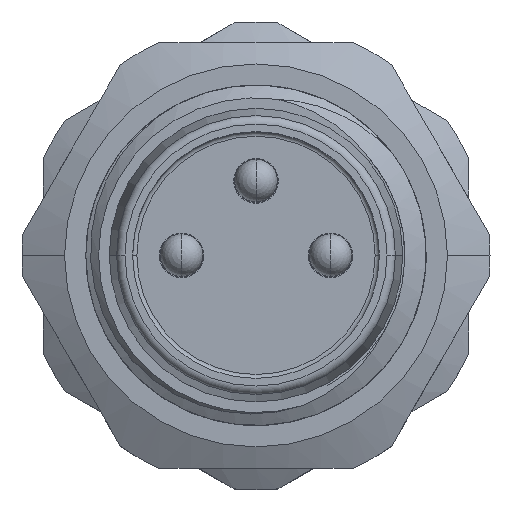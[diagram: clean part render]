
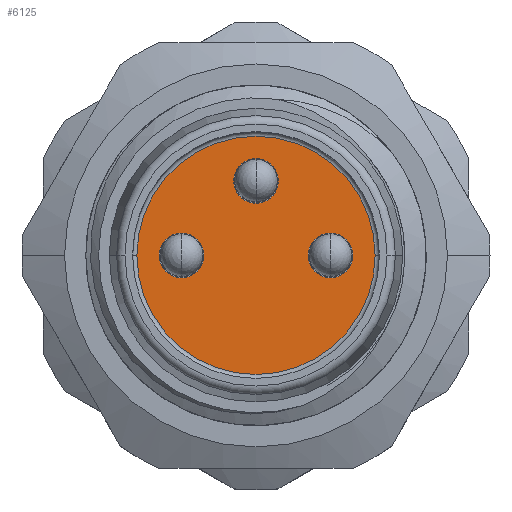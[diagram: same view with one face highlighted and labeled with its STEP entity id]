
A CAD part, top view. The second image highlights one B-rep face of the part: STEP entity #6125.
In plain terms, the highlighted planar face has unit normal (0, 0, 1).
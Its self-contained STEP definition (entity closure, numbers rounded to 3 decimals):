
#4737=CARTESIAN_POINT('',(1.75,0.,7.));
#4738=DIRECTION('',(0.,0.,1.));
#4739=DIRECTION('',(1.,0.,0.));
#4740=AXIS2_PLACEMENT_3D('',#4737,#4738,#4739);
#4742=CARTESIAN_POINT('',(1.75,0.,7.));
#4743=DIRECTION('',(0.,0.,1.));
#4744=DIRECTION('',(-1.,0.,0.));
#4745=AXIS2_PLACEMENT_3D('',#4742,#4743,#4744);
#4747=CARTESIAN_POINT('',(0.,1.75,7.));
#4748=DIRECTION('',(0.,0.,1.));
#4749=DIRECTION('',(1.,0.,0.));
#4750=AXIS2_PLACEMENT_3D('',#4747,#4748,#4749);
#4752=CARTESIAN_POINT('',(0.,1.75,7.));
#4753=DIRECTION('',(0.,0.,1.));
#4754=DIRECTION('',(-1.,0.,0.));
#4755=AXIS2_PLACEMENT_3D('',#4752,#4753,#4754);
#4757=CARTESIAN_POINT('',(-1.75,0.,7.));
#4758=DIRECTION('',(0.,0.,1.));
#4759=DIRECTION('',(1.,0.,0.));
#4760=AXIS2_PLACEMENT_3D('',#4757,#4758,#4759);
#4762=CARTESIAN_POINT('',(-1.75,0.,7.));
#4763=DIRECTION('',(0.,0.,1.));
#4764=DIRECTION('',(-1.,0.,0.));
#4765=AXIS2_PLACEMENT_3D('',#4762,#4763,#4764);
#4767=CARTESIAN_POINT('',(0.,0.,7.));
#4768=DIRECTION('',(0.,0.,-1.));
#4769=DIRECTION('',(-1.,0.,0.));
#4770=AXIS2_PLACEMENT_3D('',#4767,#4768,#4769);
#4772=CARTESIAN_POINT('',(0.,0.,7.));
#4773=DIRECTION('',(0.,0.,-1.));
#4774=DIRECTION('',(1.,0.,0.));
#4775=AXIS2_PLACEMENT_3D('',#4772,#4773,#4774);
#5564=CARTESIAN_POINT('',(2.275,0.,7.));
#5565=CARTESIAN_POINT('',(1.225,0.,7.));
#5566=VERTEX_POINT('',#5564);
#5567=VERTEX_POINT('',#5565);
#5568=CARTESIAN_POINT('',(0.525,1.75,7.));
#5569=CARTESIAN_POINT('',(-0.525,1.75,7.));
#5570=VERTEX_POINT('',#5568);
#5571=VERTEX_POINT('',#5569);
#5572=CARTESIAN_POINT('',(-1.225,0.,7.));
#5573=CARTESIAN_POINT('',(-2.275,0.,7.));
#5574=VERTEX_POINT('',#5572);
#5575=VERTEX_POINT('',#5573);
#5788=CARTESIAN_POINT('',(-2.8,0.,7.));
#5789=CARTESIAN_POINT('',(2.8,0.,7.));
#5790=VERTEX_POINT('',#5788);
#5791=VERTEX_POINT('',#5789);
#6098=CARTESIAN_POINT('',(0.,0.,7.));
#6099=DIRECTION('',(0.,0.,1.));
#6100=DIRECTION('',(1.,0.,0.));
#6101=AXIS2_PLACEMENT_3D('',#6098,#6099,#6100);
#6102=PLANE('',#6101);
#6104=ORIENTED_EDGE('',*,*,#6103,.T.);
#6106=ORIENTED_EDGE('',*,*,#6105,.T.);
#6107=EDGE_LOOP('',(#6104,#6106));
#6108=FACE_OUTER_BOUND('',#6107,.F.);
#6110=ORIENTED_EDGE('',*,*,#6109,.T.);
#6112=ORIENTED_EDGE('',*,*,#6111,.T.);
#6113=EDGE_LOOP('',(#6110,#6112));
#6114=FACE_BOUND('',#6113,.F.);
#6116=ORIENTED_EDGE('',*,*,#6115,.T.);
#6118=ORIENTED_EDGE('',*,*,#6117,.T.);
#6119=EDGE_LOOP('',(#6116,#6118));
#6120=FACE_BOUND('',#6119,.F.);
#6121=ORIENTED_EDGE('',*,*,#6078,.T.);
#6122=ORIENTED_EDGE('',*,*,#6092,.T.);
#6123=EDGE_LOOP('',(#6121,#6122));
#6124=FACE_BOUND('',#6123,.F.);
#4741=CIRCLE('',#4740,0.525);
#4746=CIRCLE('',#4745,0.525);
#4751=CIRCLE('',#4750,0.525);
#4756=CIRCLE('',#4755,0.525);
#4761=CIRCLE('',#4760,0.525);
#4766=CIRCLE('',#4765,0.525);
#4771=CIRCLE('',#4770,2.8);
#4776=CIRCLE('',#4775,2.8);
#6078=EDGE_CURVE('',#5566,#5567,#4741,.T.);
#6092=EDGE_CURVE('',#5567,#5566,#4746,.T.);
#6103=EDGE_CURVE('',#5790,#5791,#4771,.T.);
#6105=EDGE_CURVE('',#5791,#5790,#4776,.T.);
#6109=EDGE_CURVE('',#5570,#5571,#4751,.T.);
#6111=EDGE_CURVE('',#5571,#5570,#4756,.T.);
#6115=EDGE_CURVE('',#5574,#5575,#4761,.T.);
#6117=EDGE_CURVE('',#5575,#5574,#4766,.T.);
#6125=ADVANCED_FACE('',(#6108,#6114,#6120,#6124),#6102,.T.);
